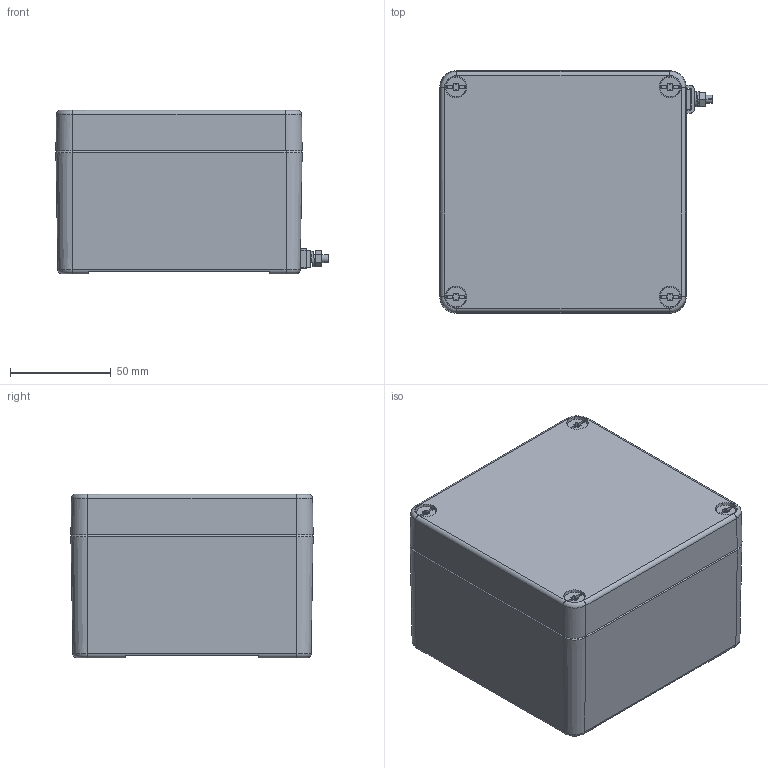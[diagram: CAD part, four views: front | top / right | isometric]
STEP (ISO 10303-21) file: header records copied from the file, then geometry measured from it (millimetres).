
FILE_DESCRIPTION(('CATIA V5 STEP Exchange','CAx-IF Rec.Pracs.--- Model Styling and Organization---1.4--- 2014-01-23'),'2;1');
FILE_NAME ('D1451051_0', '2020-02-04T07:19:21+00:00', ('none'), ('Weidmueller'), 'CATIA Version 5-6 Release 2016 SP3 HF44', 'CATIA V5 STEP AP214', 'none');
FILE_SCHEMA(('AUTOMOTIVE_DESIGN { 1 0 10303 214 1 1 1 1 }'));
Length unit declared in the file: millimetre
Products named in the file (1): K41 EX RAL 7001
Bounding box: 134.87 x 120 x 81 mm (x, y, z)
Volume: 339266.3 mm3; surface area: 156727.1 mm2
Topology: 10 solids, 10 shells, 824 faces, 2065 edges, 1322 vertices
Faces by surface type: plane 353, cylinder 211, cone 156, torus 34, revolution 24, bspline 22, extrusion 16, sphere 8
Entity records: 28069 total; most frequent: CARTESIAN_POINT 9822, ORIENTED_EDGE 4110, DIRECTION 2934, EDGE_CURVE 2055, AXIS2_PLACEMENT_3D 1323, VERTEX_POINT 1322, VECTOR 1038, LINE 1022
